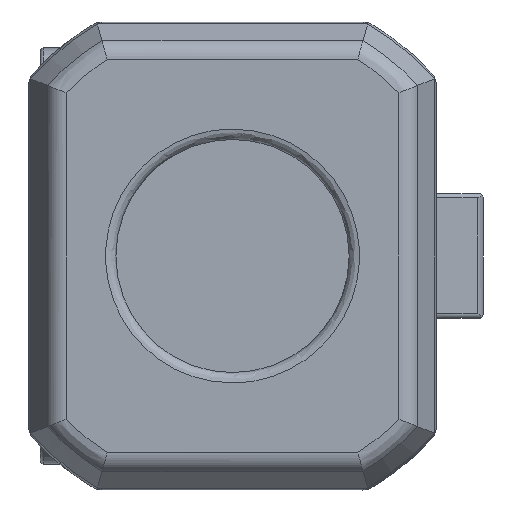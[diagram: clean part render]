
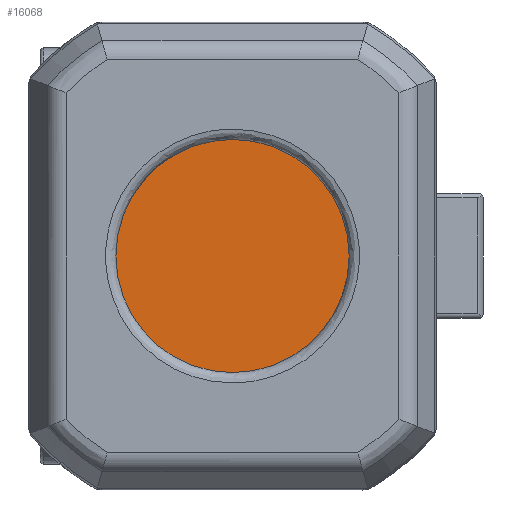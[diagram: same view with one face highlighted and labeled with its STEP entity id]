
A CAD part, left-side view. The second image highlights one B-rep face of the part: STEP entity #16068.
In plain terms, the highlighted planar face has unit normal (-1, 0, 0).
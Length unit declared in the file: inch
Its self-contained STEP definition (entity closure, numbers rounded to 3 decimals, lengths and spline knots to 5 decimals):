
#532 = EDGE_LOOP ( 'NONE', ( #26874 ) ) ;
#1101 = VERTEX_POINT ( 'NONE', #7764 ) ;
#4611 = CARTESIAN_POINT ( 'NONE',  ( -1.56517, 0.03983, 0. ) ) ;
#7764 = CARTESIAN_POINT ( 'NONE',  ( -1.56517, 0.03983, 0.35 ) ) ;
#8374 = AXIS2_PLACEMENT_3D ( 'NONE', #4611, #9078, #25679 ) ;
#9078 = DIRECTION ( 'NONE',  ( -1., 0., 0. ) ) ;
#14106 = FACE_OUTER_BOUND ( 'NONE', #532, .T. ) ;
#15054 = AXIS2_PLACEMENT_3D ( 'NONE', #18231, #27503, #27614 ) ;
#16068 = ADVANCED_FACE ( 'NONE', ( #14106 ), #25067, .F. ) ;
#16344 = CIRCLE ( 'NONE', #8374, 0.35 ) ;
#18231 = CARTESIAN_POINT ( 'NONE',  ( -1.56517, -0.22612, 0.38178 ) ) ;
#23626 = EDGE_CURVE ( 'NONE', #1101, #1101, #16344, .T. ) ;
#25067 = PLANE ( 'NONE',  #15054 ) ;
#25679 = DIRECTION ( 'NONE',  ( 0., 0., 1. ) ) ;
#26874 = ORIENTED_EDGE ( 'NONE', *, *, #23626, .T. ) ;
#27503 = DIRECTION ( 'NONE',  ( 1., 0., 0. ) ) ;
#27614 = DIRECTION ( 'NONE',  ( 0., 0., -1. ) ) ;
